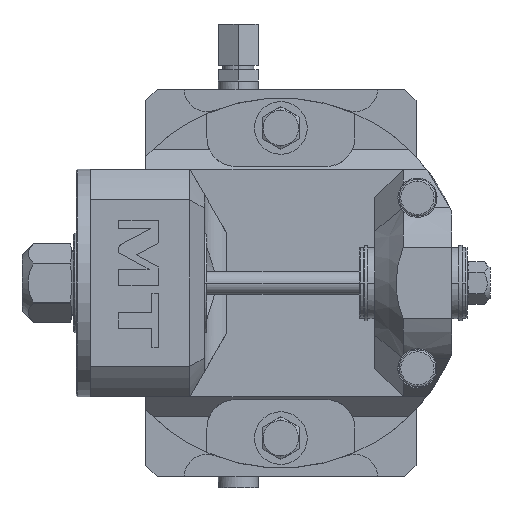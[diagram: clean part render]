
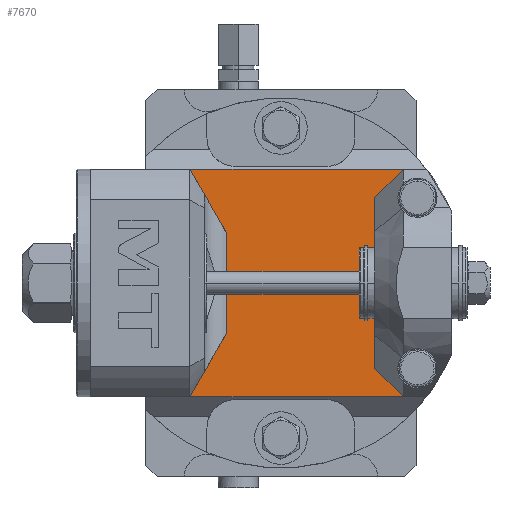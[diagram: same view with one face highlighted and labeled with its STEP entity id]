
A CAD part, left-side view. The second image highlights one B-rep face of the part: STEP entity #7670.
In plain terms, the highlighted planar face has unit normal (-1, 0, 0).
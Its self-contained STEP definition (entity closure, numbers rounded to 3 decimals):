
#130=CARTESIAN_POINT('',(-44.5,0.,0.));
#131=DIRECTION('',(-1.,0.,0.));
#132=DIRECTION('',(0.,-0.789,0.614));
#133=AXIS2_PLACEMENT_3D('',#130,#131,#132);
#214=CARTESIAN_POINT('',(-44.5,0.,0.));
#215=DIRECTION('',(-1.,0.,0.));
#216=DIRECTION('',(0.,-0.788,-0.615));
#217=AXIS2_PLACEMENT_3D('',#214,#215,#216);
#1205=DIRECTION('',(0.,0.,-1.));
#1206=VECTOR('',#1205,59.8);
#1207=CARTESIAN_POINT('',(-44.5,-33.,29.9));
#1208=LINE('',#1207,#1206);
#1209=DIRECTION('',(0.,0.707,0.707));
#1210=VECTOR('',#1209,14.142);
#1211=CARTESIAN_POINT('',(-44.5,-43.,-39.9));
#1212=LINE('',#1211,#1210);
#1213=DIRECTION('',(0.,1.,0.));
#1214=VECTOR('',#1213,8.313);
#1215=CARTESIAN_POINT('',(-44.5,-51.313,-39.9));
#1216=LINE('',#1215,#1214);
#1217=DIRECTION('',(0.,1.,0.));
#1218=VECTOR('',#1217,83.235);
#1219=CARTESIAN_POINT('',(-44.5,-51.235,-40.));
#1220=LINE('',#1219,#1218);
#1221=DIRECTION('',(0.,0.5,-0.866));
#1222=VECTOR('',#1221,26.);
#1223=CARTESIAN_POINT('',(-44.5,19.,-17.483));
#1224=LINE('',#1223,#1222);
#1225=DIRECTION('',(0.,0.,1.));
#1226=VECTOR('',#1225,34.967);
#1227=CARTESIAN_POINT('',(-44.5,19.,-17.483));
#1228=LINE('',#1227,#1226);
#1229=DIRECTION('',(0.,-0.5,-0.866));
#1230=VECTOR('',#1229,26.);
#1231=CARTESIAN_POINT('',(-44.5,32.,40.));
#1232=LINE('',#1231,#1230);
#1233=DIRECTION('',(0.,-1.,0.));
#1234=VECTOR('',#1233,83.235);
#1235=CARTESIAN_POINT('',(-44.5,32.,40.));
#1236=LINE('',#1235,#1234);
#1237=DIRECTION('',(0.,1.,0.));
#1238=VECTOR('',#1237,8.313);
#1239=CARTESIAN_POINT('',(-44.5,-51.313,39.9));
#1240=LINE('',#1239,#1238);
#1241=DIRECTION('',(0.,-0.707,0.707));
#1242=VECTOR('',#1241,14.142);
#1243=CARTESIAN_POINT('',(-44.5,-33.,29.9));
#1244=LINE('',#1243,#1242);
#2170=CARTESIAN_POINT('',(-44.5,19.,17.483));
#2186=CARTESIAN_POINT('',(-44.5,19.,-17.483));
#5247=CARTESIAN_POINT('',(-44.5,-51.235,-40.));
#5248=VERTEX_POINT('',#5247);
#5249=CARTESIAN_POINT('',(-44.5,-51.235,40.));
#5250=VERTEX_POINT('',#5249);
#5266=CARTESIAN_POINT('',(-44.5,32.,40.));
#5268=VERTEX_POINT('',#5266);
#5270=CARTESIAN_POINT('',(-44.5,32.,-40.));
#5272=VERTEX_POINT('',#5270);
#5281=VERTEX_POINT('',#2170);
#5282=VERTEX_POINT('',#2186);
#5333=CARTESIAN_POINT('',(-44.5,-33.,29.9));
#5334=CARTESIAN_POINT('',(-44.5,-33.,-29.9));
#5335=VERTEX_POINT('',#5333);
#5336=VERTEX_POINT('',#5334);
#5337=CARTESIAN_POINT('',(-44.5,-51.313,-39.9));
#5338=CARTESIAN_POINT('',(-44.5,-43.,-39.9));
#5339=VERTEX_POINT('',#5337);
#5340=VERTEX_POINT('',#5338);
#5341=CARTESIAN_POINT('',(-44.5,-51.313,39.9));
#5342=CARTESIAN_POINT('',(-44.5,-43.,39.9));
#5343=VERTEX_POINT('',#5341);
#5344=VERTEX_POINT('',#5342);
#7645=CARTESIAN_POINT('',(-44.5,0.,0.));
#7646=DIRECTION('',(-1.,0.,0.));
#7647=DIRECTION('',(0.,1.,0.));
#7648=AXIS2_PLACEMENT_3D('',#7645,#7646,#7647);
#7649=PLANE('',#7648);
#7651=ORIENTED_EDGE('',*,*,#7650,.T.);
#7653=ORIENTED_EDGE('',*,*,#7652,.F.);
#7655=ORIENTED_EDGE('',*,*,#7654,.F.);
#7656=ORIENTED_EDGE('',*,*,#6540,.F.);
#7657=ORIENTED_EDGE('',*,*,#7559,.T.);
#7658=ORIENTED_EDGE('',*,*,#7582,.F.);
#7660=ORIENTED_EDGE('',*,*,#7659,.T.);
#7661=ORIENTED_EDGE('',*,*,#7635,.F.);
#7662=ORIENTED_EDGE('',*,*,#7384,.T.);
#7663=ORIENTED_EDGE('',*,*,#6460,.F.);
#7665=ORIENTED_EDGE('',*,*,#7664,.T.);
#7667=ORIENTED_EDGE('',*,*,#7666,.F.);
#7668=EDGE_LOOP('',(#7651,#7653,#7655,#7656,#7657,#7658,#7660,#7661,#7662,#7663,
#7665,#7667));
#7669=FACE_OUTER_BOUND('',#7668,.F.);
#7670=ADVANCED_FACE('',(#7669),#7649,.T.);
#134=CIRCLE('',#133,65.);
#218=CIRCLE('',#217,65.);
#6460=EDGE_CURVE('',#5343,#5250,#134,.T.);
#6540=EDGE_CURVE('',#5248,#5339,#218,.T.);
#7384=EDGE_CURVE('',#5268,#5250,#1236,.T.);
#7559=EDGE_CURVE('',#5248,#5272,#1220,.T.);
#7582=EDGE_CURVE('',#5282,#5272,#1224,.T.);
#7635=EDGE_CURVE('',#5268,#5281,#1232,.T.);
#7650=EDGE_CURVE('',#5335,#5336,#1208,.T.);
#7652=EDGE_CURVE('',#5340,#5336,#1212,.T.);
#7654=EDGE_CURVE('',#5339,#5340,#1216,.T.);
#7659=EDGE_CURVE('',#5282,#5281,#1228,.T.);
#7664=EDGE_CURVE('',#5343,#5344,#1240,.T.);
#7666=EDGE_CURVE('',#5335,#5344,#1244,.T.);
